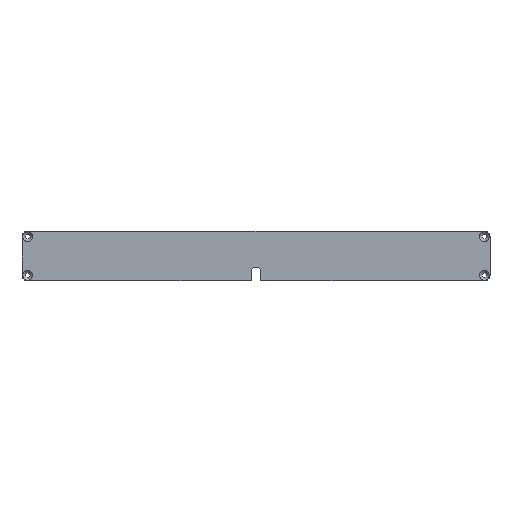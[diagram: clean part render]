
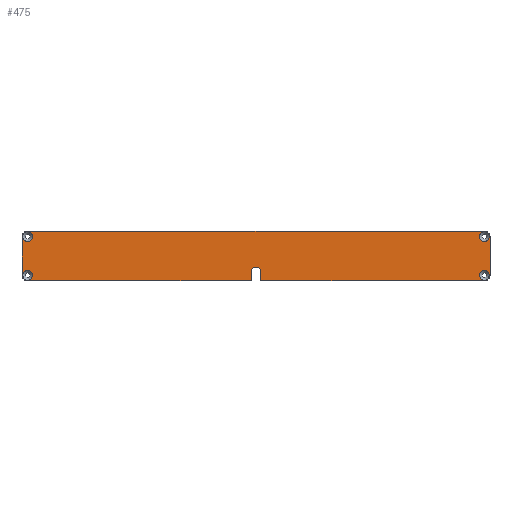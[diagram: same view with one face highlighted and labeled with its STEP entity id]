
A CAD part, top view. The second image highlights one B-rep face of the part: STEP entity #475.
In plain terms, the highlighted planar face has unit normal (0, 0, 1).
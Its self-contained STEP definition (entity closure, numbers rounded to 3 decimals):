
#19=FACE_BOUND('',#88,.T.);
#20=FACE_BOUND('',#89,.T.);
#21=FACE_BOUND('',#90,.T.);
#22=FACE_BOUND('',#91,.T.);
#34=PLANE('',#546);
#65=FACE_OUTER_BOUND('',#87,.T.);
#87=EDGE_LOOP('',(#411,#412,#413,#414,#415,#416,#417,#418,#419,#420,#421,
#422));
#88=EDGE_LOOP('',(#423,#424));
#89=EDGE_LOOP('',(#425,#426));
#90=EDGE_LOOP('',(#427,#428));
#91=EDGE_LOOP('',(#429,#430));
#105=LINE('',#770,#139);
#109=LINE('',#778,#143);
#113=LINE('',#790,#147);
#117=LINE('',#802,#151);
#121=LINE('',#814,#155);
#125=LINE('',#826,#159);
#128=LINE('',#832,#162);
#139=VECTOR('',#627,10.);
#143=VECTOR('',#633,10.);
#147=VECTOR('',#645,10.);
#151=VECTOR('',#657,10.);
#155=VECTOR('',#669,10.);
#159=VECTOR('',#681,10.);
#162=VECTOR('',#686,10.);
#165=CIRCLE('',#493,3.);
#166=CIRCLE('',#494,3.);
#169=CIRCLE('',#498,3.);
#170=CIRCLE('',#499,3.);
#173=CIRCLE('',#503,3.);
#174=CIRCLE('',#504,3.);
#177=CIRCLE('',#508,3.);
#178=CIRCLE('',#509,3.);
#189=CIRCLE('',#527,3.5);
#191=CIRCLE('',#531,3.5);
#193=CIRCLE('',#535,3.5);
#195=CIRCLE('',#539,3.5);
#197=CIRCLE('',#544,3.);
#199=VERTEX_POINT('',#704);
#200=VERTEX_POINT('',#705);
#203=VERTEX_POINT('',#714);
#204=VERTEX_POINT('',#715);
#207=VERTEX_POINT('',#724);
#208=VERTEX_POINT('',#725);
#211=VERTEX_POINT('',#734);
#212=VERTEX_POINT('',#735);
#223=VERTEX_POINT('',#768);
#224=VERTEX_POINT('',#769);
#227=VERTEX_POINT('',#777);
#229=VERTEX_POINT('',#783);
#231=VERTEX_POINT('',#789);
#233=VERTEX_POINT('',#795);
#235=VERTEX_POINT('',#801);
#237=VERTEX_POINT('',#807);
#239=VERTEX_POINT('',#813);
#241=VERTEX_POINT('',#819);
#243=VERTEX_POINT('',#825);
#245=VERTEX_POINT('',#831);
#247=EDGE_CURVE('',#199,#200,#165,.T.);
#248=EDGE_CURVE('',#200,#199,#166,.T.);
#252=EDGE_CURVE('',#203,#204,#169,.T.);
#253=EDGE_CURVE('',#204,#203,#170,.T.);
#257=EDGE_CURVE('',#207,#208,#173,.T.);
#258=EDGE_CURVE('',#208,#207,#174,.T.);
#262=EDGE_CURVE('',#211,#212,#177,.T.);
#263=EDGE_CURVE('',#212,#211,#178,.T.);
#279=EDGE_CURVE('',#223,#224,#105,.T.);
#283=EDGE_CURVE('',#224,#227,#109,.T.);
#286=EDGE_CURVE('',#227,#229,#189,.T.);
#289=EDGE_CURVE('',#231,#229,#113,.T.);
#292=EDGE_CURVE('',#231,#233,#191,.T.);
#295=EDGE_CURVE('',#235,#233,#117,.T.);
#298=EDGE_CURVE('',#235,#237,#193,.T.);
#301=EDGE_CURVE('',#237,#239,#121,.T.);
#304=EDGE_CURVE('',#239,#241,#195,.T.);
#307=EDGE_CURVE('',#241,#243,#125,.T.);
#310=EDGE_CURVE('',#245,#243,#128,.T.);
#313=EDGE_CURVE('',#223,#245,#197,.T.);
#411=ORIENTED_EDGE('',*,*,#313,.F.);
#412=ORIENTED_EDGE('',*,*,#279,.T.);
#413=ORIENTED_EDGE('',*,*,#283,.T.);
#414=ORIENTED_EDGE('',*,*,#286,.T.);
#415=ORIENTED_EDGE('',*,*,#289,.F.);
#416=ORIENTED_EDGE('',*,*,#292,.T.);
#417=ORIENTED_EDGE('',*,*,#295,.F.);
#418=ORIENTED_EDGE('',*,*,#298,.T.);
#419=ORIENTED_EDGE('',*,*,#301,.T.);
#420=ORIENTED_EDGE('',*,*,#304,.T.);
#421=ORIENTED_EDGE('',*,*,#307,.T.);
#422=ORIENTED_EDGE('',*,*,#310,.F.);
#423=ORIENTED_EDGE('',*,*,#247,.T.);
#424=ORIENTED_EDGE('',*,*,#248,.T.);
#425=ORIENTED_EDGE('',*,*,#252,.T.);
#426=ORIENTED_EDGE('',*,*,#253,.T.);
#427=ORIENTED_EDGE('',*,*,#257,.T.);
#428=ORIENTED_EDGE('',*,*,#258,.T.);
#429=ORIENTED_EDGE('',*,*,#262,.T.);
#430=ORIENTED_EDGE('',*,*,#263,.T.);
#475=ADVANCED_FACE('',(#65,#19,#20,#21,#22),#34,.T.);
#493=AXIS2_PLACEMENT_3D('',#706,#555,#556);
#494=AXIS2_PLACEMENT_3D('',#707,#557,#558);
#498=AXIS2_PLACEMENT_3D('',#716,#566,#567);
#499=AXIS2_PLACEMENT_3D('',#717,#568,#569);
#503=AXIS2_PLACEMENT_3D('',#726,#577,#578);
#504=AXIS2_PLACEMENT_3D('',#727,#579,#580);
#508=AXIS2_PLACEMENT_3D('',#736,#588,#589);
#509=AXIS2_PLACEMENT_3D('',#737,#590,#591);
#527=AXIS2_PLACEMENT_3D('',#784,#638,#639);
#531=AXIS2_PLACEMENT_3D('',#796,#650,#651);
#535=AXIS2_PLACEMENT_3D('',#808,#662,#663);
#539=AXIS2_PLACEMENT_3D('',#820,#674,#675);
#544=AXIS2_PLACEMENT_3D('',#837,#691,#692);
#546=AXIS2_PLACEMENT_3D('',#839,#695,#696);
#555=DIRECTION('center_axis',(0.,0.,-1.));
#556=DIRECTION('ref_axis',(1.,0.,0.));
#557=DIRECTION('center_axis',(0.,0.,-1.));
#558=DIRECTION('ref_axis',(1.,0.,0.));
#566=DIRECTION('center_axis',(0.,0.,-1.));
#567=DIRECTION('ref_axis',(1.,0.,0.));
#568=DIRECTION('center_axis',(0.,0.,-1.));
#569=DIRECTION('ref_axis',(1.,0.,0.));
#577=DIRECTION('center_axis',(0.,0.,-1.));
#578=DIRECTION('ref_axis',(1.,0.,0.));
#579=DIRECTION('center_axis',(0.,0.,-1.));
#580=DIRECTION('ref_axis',(1.,0.,0.));
#588=DIRECTION('center_axis',(0.,0.,-1.));
#589=DIRECTION('ref_axis',(1.,0.,0.));
#590=DIRECTION('center_axis',(0.,0.,-1.));
#591=DIRECTION('ref_axis',(1.,0.,0.));
#627=DIRECTION('',(0.,-1.,0.));
#633=DIRECTION('',(1.,0.,0.));
#638=DIRECTION('center_axis',(0.,0.,1.));
#639=DIRECTION('ref_axis',(0.,-1.,0.));
#645=DIRECTION('',(0.,-1.,0.));
#650=DIRECTION('center_axis',(0.,0.,1.));
#651=DIRECTION('ref_axis',(1.,0.,0.));
#657=DIRECTION('',(1.,0.,0.));
#662=DIRECTION('center_axis',(0.,0.,1.));
#663=DIRECTION('ref_axis',(0.,1.,0.));
#669=DIRECTION('',(0.,-1.,0.));
#674=DIRECTION('center_axis',(0.,0.,1.));
#675=DIRECTION('ref_axis',(-1.,0.,0.));
#681=DIRECTION('',(1.,0.,0.));
#686=DIRECTION('',(0.,-1.,0.));
#691=DIRECTION('center_axis',(0.,0.,1.));
#692=DIRECTION('ref_axis',(1.,-0.001,0.));
#695=DIRECTION('center_axis',(0.,0.,1.));
#696=DIRECTION('ref_axis',(1.,0.,0.));
#704=CARTESIAN_POINT('',(-12.5,-7.05,0.));
#705=CARTESIAN_POINT('',(-18.5,-7.05,0.));
#706=CARTESIAN_POINT('Origin',(-15.5,-7.05,0.));
#707=CARTESIAN_POINT('Origin',(-15.5,-7.05,0.));
#714=CARTESIAN_POINT('',(-295.825,-7.05,0.));
#715=CARTESIAN_POINT('',(-301.825,-7.05,0.));
#716=CARTESIAN_POINT('Origin',(-298.825,-7.05,0.));
#717=CARTESIAN_POINT('Origin',(-298.825,-7.05,0.));
#724=CARTESIAN_POINT('',(-295.825,-31.05,0.));
#725=CARTESIAN_POINT('',(-301.825,-31.05,0.));
#726=CARTESIAN_POINT('Origin',(-298.825,-31.05,0.));
#727=CARTESIAN_POINT('Origin',(-298.825,-31.05,0.));
#734=CARTESIAN_POINT('',(-12.5,-31.05,0.));
#735=CARTESIAN_POINT('',(-18.5,-31.05,0.));
#736=CARTESIAN_POINT('Origin',(-15.5,-31.05,0.));
#737=CARTESIAN_POINT('Origin',(-15.5,-31.05,0.));
#768=CARTESIAN_POINT('',(-154.163,-29.003,0.));
#769=CARTESIAN_POINT('',(-154.163,-34.55,0.));
#770=CARTESIAN_POINT('',(-154.163,-29.003,0.));
#777=CARTESIAN_POINT('',(-15.5,-34.55,0.));
#778=CARTESIAN_POINT('',(-298.825,-34.55,0.));
#783=CARTESIAN_POINT('',(-12.,-31.05,0.));
#784=CARTESIAN_POINT('Origin',(-15.5,-31.05,0.));
#789=CARTESIAN_POINT('',(-12.,-7.05,0.));
#790=CARTESIAN_POINT('',(-12.,-7.05,0.));
#795=CARTESIAN_POINT('',(-15.5,-3.55,0.));
#796=CARTESIAN_POINT('Origin',(-15.5,-7.05,0.));
#801=CARTESIAN_POINT('',(-298.825,-3.55,0.));
#802=CARTESIAN_POINT('',(-298.825,-3.55,0.));
#807=CARTESIAN_POINT('',(-302.325,-7.05,0.));
#808=CARTESIAN_POINT('Origin',(-298.825,-7.05,0.));
#813=CARTESIAN_POINT('',(-302.325,-31.05,0.));
#814=CARTESIAN_POINT('',(-302.325,-7.05,0.));
#819=CARTESIAN_POINT('',(-298.825,-34.55,0.));
#820=CARTESIAN_POINT('Origin',(-298.825,-31.05,0.));
#825=CARTESIAN_POINT('',(-160.163,-34.55,0.));
#826=CARTESIAN_POINT('',(-298.825,-34.55,0.));
#831=CARTESIAN_POINT('',(-160.163,-29.,0.));
#832=CARTESIAN_POINT('',(-160.163,-29.,0.));
#837=CARTESIAN_POINT('Origin',(-157.163,-29.,0.));
#839=CARTESIAN_POINT('Origin',(-157.163,-19.05,0.));
